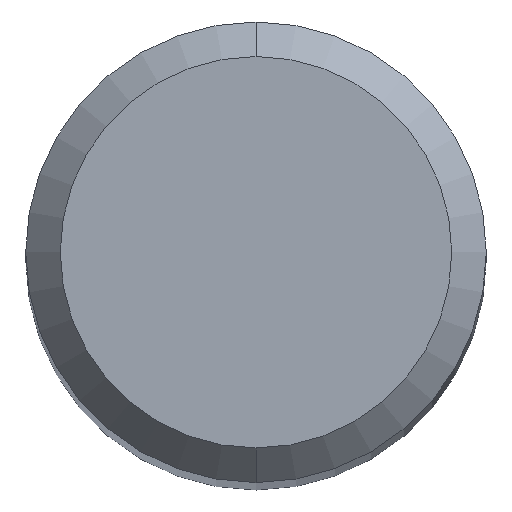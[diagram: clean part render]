
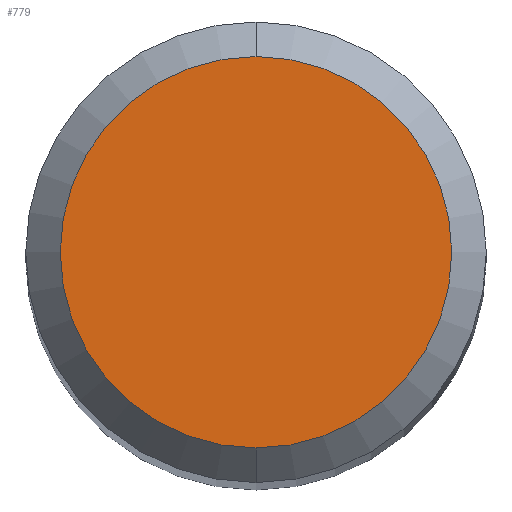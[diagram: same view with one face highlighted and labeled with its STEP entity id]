
A CAD part, top view. The second image highlights one B-rep face of the part: STEP entity #779.
In plain terms, the highlighted planar face has unit normal (0, 0, 1).
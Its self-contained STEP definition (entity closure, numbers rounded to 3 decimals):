
#443=VERTEX_POINT('',#1248);
#539=VERTEX_POINT('',#1353);
#779=ADVANCED_FACE('',(#1614),#1615,.T.);
#849=EDGE_CURVE('',#443,#539,#1688,.T.);
#961=EDGE_CURVE('',#539,#443,#1807,.T.);
#1248=CARTESIAN_POINT('',(0.,-1.7,0.0));
#1353=CARTESIAN_POINT('',(0.0,1.7,0.0));
#1614=FACE_OUTER_BOUND('',#3404,.T.);
#1615=PLANE('',#3405);
#1688=CIRCLE('',#3632,1.7);
#1807=CIRCLE('',#4091,1.7);
#3404=EDGE_LOOP('',(#5595,#5596));
#3405=AXIS2_PLACEMENT_3D('',#5597,#5598,#5599);
#3632=AXIS2_PLACEMENT_3D('',#5652,#5653,#5654);
#4091=AXIS2_PLACEMENT_3D('',#5742,#5743,#5744);
#5595=ORIENTED_EDGE('',*,*,#961,.F.);
#5596=ORIENTED_EDGE('',*,*,#849,.F.);
#5597=CARTESIAN_POINT('',(0.0,0.85,0.0));
#5598=DIRECTION('',(-0.0,0.0,1.0));
#5599=DIRECTION('',(0.0,-1.0,0.0));
#5652=CARTESIAN_POINT('',(0.0,0.0,0.0));
#5653=DIRECTION('',(0.0,0.0,-1.0));
#5654=DIRECTION('',(0.0,1.0,0.0));
#5742=CARTESIAN_POINT('',(0.0,0.0,0.0));
#5743=DIRECTION('',(0.0,0.0,-1.0));
#5744=DIRECTION('',(0.0,1.0,0.0));
